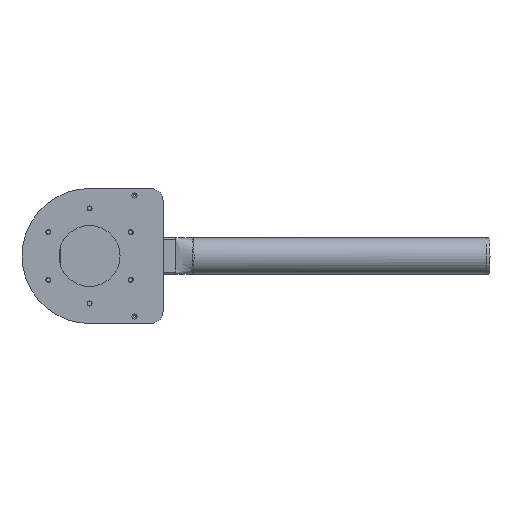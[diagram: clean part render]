
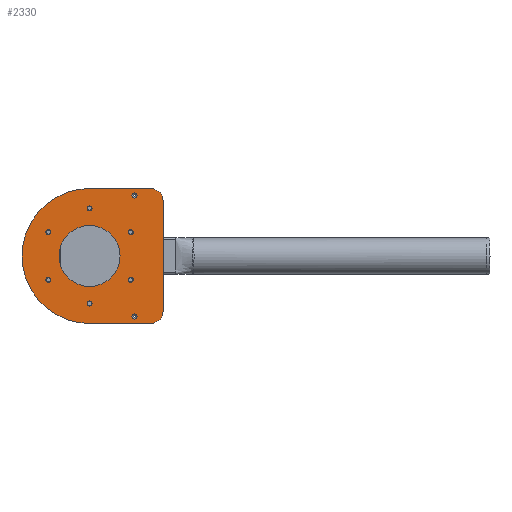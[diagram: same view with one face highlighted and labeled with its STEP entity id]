
A CAD part, top view. The second image highlights one B-rep face of the part: STEP entity #2330.
In plain terms, the highlighted planar face has unit normal (0, 0, 1).
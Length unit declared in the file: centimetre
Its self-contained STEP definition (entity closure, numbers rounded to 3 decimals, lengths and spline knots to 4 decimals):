
#152=FACE_BOUND('',#399,.T.);
#153=FACE_BOUND('',#400,.T.);
#154=FACE_BOUND('',#401,.T.);
#164=PLANE('',#2489);
#257=FACE_OUTER_BOUND('',#398,.T.);
#398=EDGE_LOOP('',(#1615,#1616,#1617,#1618,#1619,#1620));
#399=EDGE_LOOP('',(#1621));
#400=EDGE_LOOP('',(#1622));
#401=EDGE_LOOP('',(#1623));
#544=LINE('',#3509,#705);
#548=LINE('',#3521,#709);
#552=LINE('',#3533,#713);
#705=VECTOR('',#2780,1.);
#709=VECTOR('',#2792,1.);
#713=VECTOR('',#2804,1.);
#862=CIRCLE('',#2470,5.2);
#864=CIRCLE('',#2473,5.2);
#865=CIRCLE('',#2475,61.);
#868=CIRCLE('',#2480,25.);
#870=CIRCLE('',#2484,25.);
#872=CIRCLE('',#2488,135.);
#1002=VERTEX_POINT('',#3487);
#1004=VERTEX_POINT('',#3493);
#1005=VERTEX_POINT('',#3497);
#1009=VERTEX_POINT('',#3506);
#1010=VERTEX_POINT('',#3508);
#1012=VERTEX_POINT('',#3514);
#1014=VERTEX_POINT('',#3520);
#1016=VERTEX_POINT('',#3526);
#1018=VERTEX_POINT('',#3532);
#1225=EDGE_CURVE('',#1002,#1002,#862,.T.);
#1228=EDGE_CURVE('',#1004,#1004,#864,.T.);
#1229=EDGE_CURVE('',#1005,#1005,#865,.T.);
#1234=EDGE_CURVE('',#1010,#1009,#544,.T.);
#1237=EDGE_CURVE('',#1012,#1010,#868,.T.);
#1240=EDGE_CURVE('',#1014,#1012,#548,.T.);
#1243=EDGE_CURVE('',#1016,#1014,#870,.T.);
#1246=EDGE_CURVE('',#1018,#1016,#552,.T.);
#1249=EDGE_CURVE('',#1009,#1018,#872,.T.);
#1615=ORIENTED_EDGE('',*,*,#1249,.T.);
#1616=ORIENTED_EDGE('',*,*,#1246,.T.);
#1617=ORIENTED_EDGE('',*,*,#1243,.T.);
#1618=ORIENTED_EDGE('',*,*,#1240,.T.);
#1619=ORIENTED_EDGE('',*,*,#1237,.T.);
#1620=ORIENTED_EDGE('',*,*,#1234,.T.);
#1621=ORIENTED_EDGE('',*,*,#1225,.T.);
#1622=ORIENTED_EDGE('',*,*,#1228,.T.);
#1623=ORIENTED_EDGE('',*,*,#1229,.T.);
#2330=ADVANCED_FACE('',(#257,#152,#153,#154),#164,.T.);
#2470=AXIS2_PLACEMENT_3D('',#3489,#2760,#2761);
#2473=AXIS2_PLACEMENT_3D('',#3495,#2767,#2768);
#2475=AXIS2_PLACEMENT_3D('',#3498,#2771,#2772);
#2480=AXIS2_PLACEMENT_3D('',#3515,#2786,#2787);
#2484=AXIS2_PLACEMENT_3D('',#3527,#2798,#2799);
#2488=AXIS2_PLACEMENT_3D('',#3537,#2810,#2811);
#2489=AXIS2_PLACEMENT_3D('',#3538,#2812,#2813);
#2760=DIRECTION('center_axis',(0.,0.,-1.));
#2761=DIRECTION('ref_axis',(-1.,0.,0.));
#2767=DIRECTION('center_axis',(0.,0.,-1.));
#2768=DIRECTION('ref_axis',(-1.,0.,0.));
#2771=DIRECTION('center_axis',(0.,0.,-1.));
#2772=DIRECTION('ref_axis',(1.,0.,0.));
#2780=DIRECTION('',(-1.,0.,0.));
#2786=DIRECTION('center_axis',(0.,0.,1.));
#2787=DIRECTION('ref_axis',(1.,0.,0.));
#2792=DIRECTION('',(0.,1.,0.));
#2798=DIRECTION('center_axis',(0.,0.,1.));
#2799=DIRECTION('ref_axis',(0.,-1.,0.));
#2804=DIRECTION('',(1.,0.,0.));
#2810=DIRECTION('center_axis',(0.,0.,1.));
#2811=DIRECTION('ref_axis',(0.,1.,0.));
#2812=DIRECTION('center_axis',(0.,0.,1.));
#2813=DIRECTION('ref_axis',(1.,0.,0.));
#3487=CARTESIAN_POINT('',(230.2,-121.,3.));
#3489=CARTESIAN_POINT('Origin',(225.,-121.,3.));
#3493=CARTESIAN_POINT('',(230.2,121.,3.));
#3495=CARTESIAN_POINT('Origin',(225.,121.,3.));
#3497=CARTESIAN_POINT('',(74.,0.,3.));
#3498=CARTESIAN_POINT('Origin',(135.,0.,3.));
#3506=CARTESIAN_POINT('',(135.,135.,3.));
#3508=CARTESIAN_POINT('',(257.,135.,3.));
#3509=CARTESIAN_POINT('',(257.,135.,3.));
#3514=CARTESIAN_POINT('',(282.,110.,3.));
#3515=CARTESIAN_POINT('Origin',(257.,110.,3.));
#3520=CARTESIAN_POINT('',(282.,-110.,3.));
#3521=CARTESIAN_POINT('',(282.,-110.,3.));
#3526=CARTESIAN_POINT('',(257.,-135.,3.));
#3527=CARTESIAN_POINT('Origin',(257.,-110.,3.));
#3532=CARTESIAN_POINT('',(135.,-135.,3.));
#3533=CARTESIAN_POINT('',(135.,-135.,3.));
#3537=CARTESIAN_POINT('Origin',(135.,0.,3.));
#3538=CARTESIAN_POINT('Origin',(161.0339,0.,3.));
